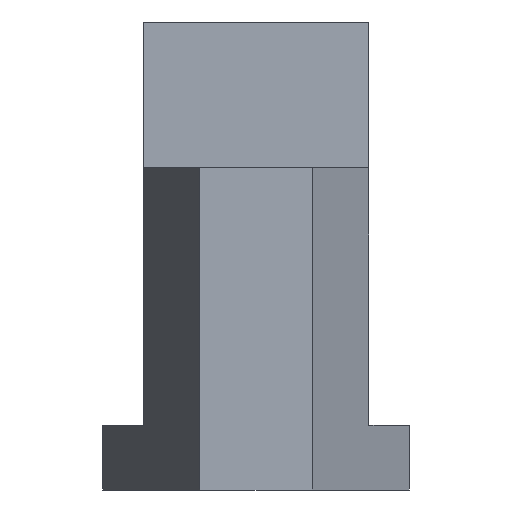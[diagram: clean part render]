
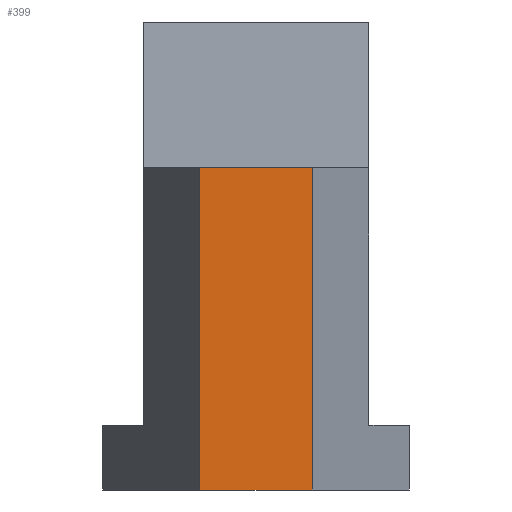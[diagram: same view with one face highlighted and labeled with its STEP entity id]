
A CAD part, front view. The second image highlights one B-rep face of the part: STEP entity #399.
In plain terms, the highlighted planar face has unit normal (0, -1, 0).
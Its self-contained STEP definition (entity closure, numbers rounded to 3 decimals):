
#33=FACE_OUTER_BOUND('',#53,.T.);
#53=EDGE_LOOP('',(#353,#354,#355,#356));
#74=LINE('',#574,#128);
#94=LINE('',#612,#148);
#105=LINE('',#633,#159);
#107=LINE('',#636,#161);
#128=VECTOR('',#468,10.);
#148=VECTOR('',#500,10.);
#159=VECTOR('',#517,10.);
#161=VECTOR('',#521,10.);
#178=VERTEX_POINT('',#571);
#179=VERTEX_POINT('',#573);
#191=VERTEX_POINT('',#610);
#198=VERTEX_POINT('',#631);
#218=EDGE_CURVE('',#178,#179,#74,.T.);
#238=EDGE_CURVE('',#191,#178,#94,.T.);
#249=EDGE_CURVE('',#198,#191,#105,.T.);
#251=EDGE_CURVE('',#198,#179,#107,.T.);
#353=ORIENTED_EDGE('',*,*,#249,.F.);
#354=ORIENTED_EDGE('',*,*,#251,.T.);
#355=ORIENTED_EDGE('',*,*,#218,.F.);
#356=ORIENTED_EDGE('',*,*,#238,.F.);
#379=PLANE('',#433);
#399=ADVANCED_FACE('',(#33),#379,.T.);
#433=AXIS2_PLACEMENT_3D('',#640,#527,#528);
#468=DIRECTION('',(1.,0.,0.));
#500=DIRECTION('',(0.,0.,1.));
#517=DIRECTION('',(-1.,0.,0.));
#521=DIRECTION('',(0.,0.,1.));
#527=DIRECTION('center_axis',(0.,-1.,0.));
#528=DIRECTION('ref_axis',(1.,0.,0.));
#571=CARTESIAN_POINT('',(3.,0.,12.));
#573=CARTESIAN_POINT('',(6.5,0.,12.));
#574=CARTESIAN_POINT('',(8.25,0.,12.));
#610=CARTESIAN_POINT('',(3.,0.,0.));
#612=CARTESIAN_POINT('',(3.,0.,0.));
#631=CARTESIAN_POINT('',(6.5,0.,0.));
#633=CARTESIAN_POINT('',(8.25,0.,0.));
#636=CARTESIAN_POINT('',(6.5,0.,0.));
#640=CARTESIAN_POINT('Origin',(3.,0.,0.));
